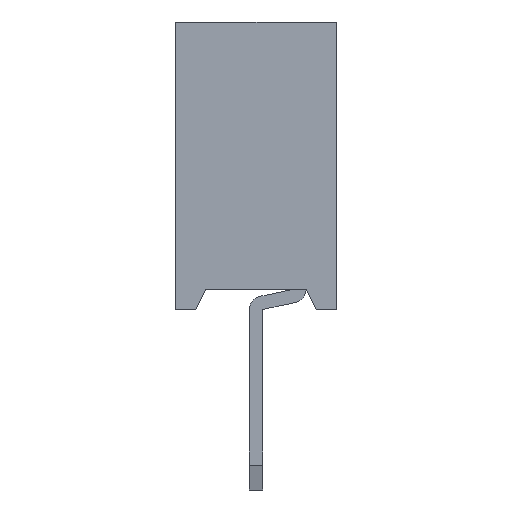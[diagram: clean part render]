
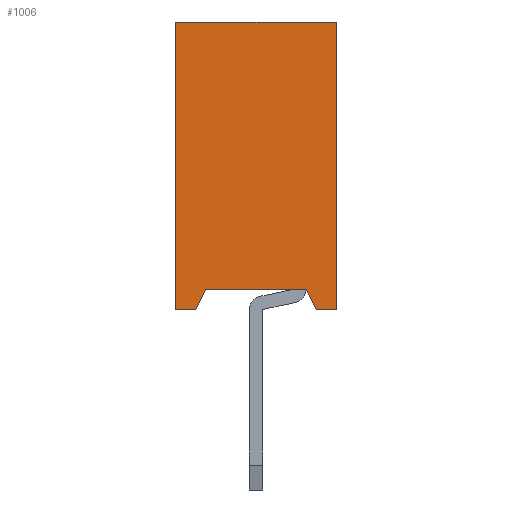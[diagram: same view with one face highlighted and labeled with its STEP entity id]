
A CAD part, left-side view. The second image highlights one B-rep face of the part: STEP entity #1006.
In plain terms, the highlighted planar face has unit normal (-1, 0, 0).
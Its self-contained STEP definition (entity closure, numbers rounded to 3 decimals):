
#1006=ADVANCED_FACE('',(#6878),#6880,.T.);
#6878=FACE_BOUND('',#6879,.T.);
#6879=EDGE_LOOP('',(#11285,#11286,#11287,#11288,#11289,#11290,#11291,#11292));
#6880=PLANE('',#6881);
#6881=AXIS2_PLACEMENT_3D('',#6882,#6883,#6884);
#6882=CARTESIAN_POINT('',(-1.,1.2,0.));
#6883=DIRECTION('',(-1.,0.,0.));
#6884=DIRECTION('',(0.,-1.,0.));
#11285=ORIENTED_EDGE('',*,*,#14630,.T.);
#11286=ORIENTED_EDGE('',*,*,#14455,.T.);
#11287=ORIENTED_EDGE('',*,*,#14631,.T.);
#11288=ORIENTED_EDGE('',*,*,#14632,.T.);
#11289=ORIENTED_EDGE('',*,*,#14633,.T.);
#11290=ORIENTED_EDGE('',*,*,#14634,.F.);
#11291=ORIENTED_EDGE('',*,*,#14635,.F.);
#11292=ORIENTED_EDGE('',*,*,#14609,.T.);
#14455=EDGE_CURVE('',#16250,#16248,#16251,.T.);
#14609=EDGE_CURVE('',#16548,#16546,#16549,.T.);
#14630=EDGE_CURVE('',#16546,#16250,#16576,.F.);
#14631=EDGE_CURVE('',#16248,#16577,#16578,.F.);
#14632=EDGE_CURVE('',#16577,#16579,#16580,.T.);
#14633=EDGE_CURVE('',#16579,#16581,#16582,.T.);
#14634=EDGE_CURVE('',#16583,#16581,#16584,.T.);
#14635=EDGE_CURVE('',#16548,#16583,#16585,.T.);
#16248=VERTEX_POINT('',#19242);
#16250=VERTEX_POINT('',#19246);
#16251=LINE('',#19247,#19248);
#16546=VERTEX_POINT('',#19848);
#16548=VERTEX_POINT('',#19852);
#16549=LINE('',#19853,#19854);
#16576=LINE('',#19922,#19923);
#16577=VERTEX_POINT('',#19925);
#16578=LINE('',#19926,#19927);
#16579=VERTEX_POINT('',#19929);
#16580=LINE('',#19930,#19931);
#16581=VERTEX_POINT('',#19933);
#16582=LINE('',#19934,#19935);
#16583=VERTEX_POINT('',#19937);
#16584=LINE('',#19938,#19939);
#16585=LINE('',#19941,#19942);
#19242=CARTESIAN_POINT('',(-1.,-0.75,0.3));
#19246=CARTESIAN_POINT('',(-1.,0.75,0.3));
#19247=CARTESIAN_POINT('',(-1.,0.75,0.3));
#19248=VECTOR('',#19249,1.);
#19249=DIRECTION('',(0.,-1.,0.));
#19848=CARTESIAN_POINT('',(-1.,0.9,0.));
#19852=CARTESIAN_POINT('',(-1.,1.2,0.));
#19853=CARTESIAN_POINT('',(-1.,1.2,0.));
#19854=VECTOR('',#19855,1.);
#19855=DIRECTION('',(0.,-1.,0.));
#19922=CARTESIAN_POINT('',(-1.,0.75,0.3));
#19923=VECTOR('',#19924,1.);
#19924=DIRECTION('',(0.,0.447,-0.894));
#19925=CARTESIAN_POINT('',(-1.,-0.9,0.));
#19926=CARTESIAN_POINT('',(-1.,-0.9,0.));
#19927=VECTOR('',#19928,1.);
#19928=DIRECTION('',(0.,0.447,0.894));
#19929=CARTESIAN_POINT('',(-1.,-1.2,0.));
#19930=CARTESIAN_POINT('',(-1.,-0.9,0.));
#19931=VECTOR('',#19932,1.);
#19932=DIRECTION('',(0.,-1.,0.));
#19933=CARTESIAN_POINT('',(-1.,-1.2,4.3));
#19934=CARTESIAN_POINT('',(-1.,-1.2,0.));
#19935=VECTOR('',#19936,1.);
#19936=DIRECTION('',(0.,0.,1.));
#19937=CARTESIAN_POINT('',(-1.,1.2,4.3));
#19938=CARTESIAN_POINT('',(-1.,1.2,4.3));
#19939=VECTOR('',#19940,1.);
#19940=DIRECTION('',(0.,-1.,0.));
#19941=CARTESIAN_POINT('',(-1.,1.2,0.));
#19942=VECTOR('',#19943,1.);
#19943=DIRECTION('',(0.,0.,1.));
